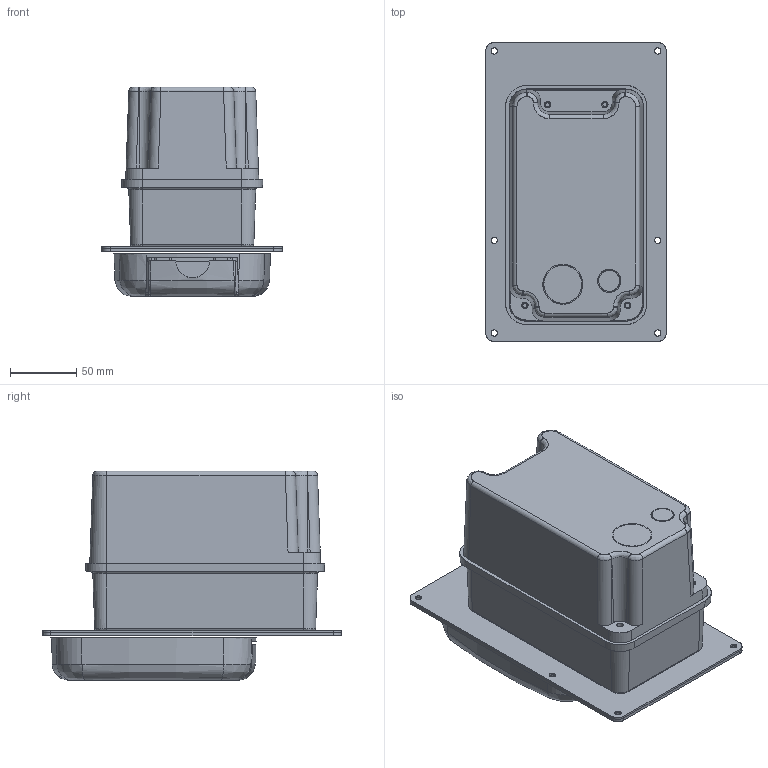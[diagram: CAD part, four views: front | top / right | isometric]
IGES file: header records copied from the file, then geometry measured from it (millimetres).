
Start section: SolidWorks IGES file using analytic representation for surfaces
Global section: file name: super30_a.IGS; native system: SolidWorks 2011; preprocessor: SolidWorks 2011; author: tom; date: 111018.104101; units: inch
Bounding box: 136.04 x 225.4 x 158.05 mm (x, y, z)
Surface area: 419509.2 mm2 (no closed solid volume)
Topology: 0 solids, 0 shells, 773 faces, 12836 edges, 12836 vertices
Faces by surface type: revolution 425, bspline 348
